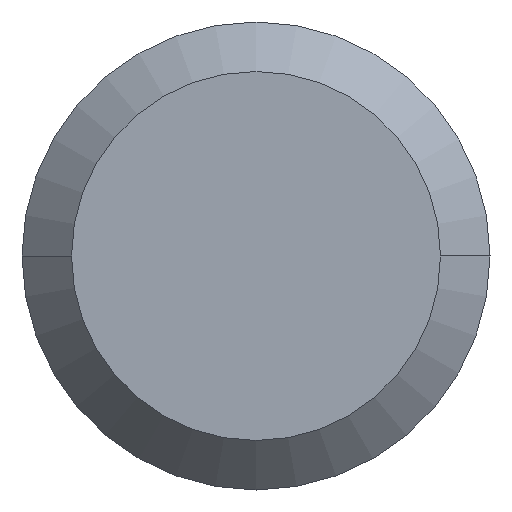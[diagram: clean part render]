
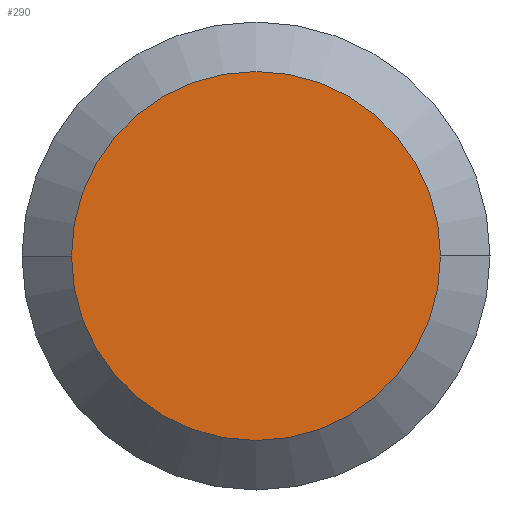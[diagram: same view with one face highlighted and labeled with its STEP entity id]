
A CAD part, left-side view. The second image highlights one B-rep face of the part: STEP entity #290.
In plain terms, the highlighted planar face has unit normal (-1, 0, 0).
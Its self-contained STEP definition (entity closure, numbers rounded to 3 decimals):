
#6 = CARTESIAN_POINT ( 'NONE',  ( 0., 0., 0. ) ) ;
#9 = CIRCLE ( 'NONE', #305, 2.365 ) ;
#21 = VERTEX_POINT ( 'NONE', #278 ) ;
#69 = DIRECTION ( 'NONE',  ( 0., 1., 0. ) ) ;
#80 = CIRCLE ( 'NONE', #379, 2.365 ) ;
#86 = AXIS2_PLACEMENT_3D ( 'NONE', #345, #100, #137 ) ;
#100 = DIRECTION ( 'NONE',  ( -1., 0., 0. ) ) ;
#119 = EDGE_LOOP ( 'NONE', ( #178, #149 ) ) ;
#122 = EDGE_CURVE ( 'NONE', #21, #404, #9, .T. ) ;
#137 = DIRECTION ( 'NONE',  ( 0., -1., 0. ) ) ;
#144 = CARTESIAN_POINT ( 'NONE',  ( 0., -2.365, 0. ) ) ;
#149 = ORIENTED_EDGE ( 'NONE', *, *, #239, .F. ) ;
#159 = PLANE ( 'NONE',  #86 ) ;
#178 = ORIENTED_EDGE ( 'NONE', *, *, #122, .F. ) ;
#228 = CARTESIAN_POINT ( 'NONE',  ( 0., 0., 0. ) ) ;
#234 = FACE_OUTER_BOUND ( 'NONE', #119, .T. ) ;
#239 = EDGE_CURVE ( 'NONE', #404, #21, #80, .T. ) ;
#278 = CARTESIAN_POINT ( 'NONE',  ( 0., 2.365, 0. ) ) ;
#289 = DIRECTION ( 'NONE',  ( 1., 0., 0. ) ) ;
#290 = ADVANCED_FACE ( 'NONE', ( #234 ), #159, .T. ) ;
#292 = DIRECTION ( 'NONE',  ( 0., 1., 0. ) ) ;
#305 = AXIS2_PLACEMENT_3D ( 'NONE', #6, #289, #292 ) ;
#345 = CARTESIAN_POINT ( 'NONE',  ( 0., 0., 0. ) ) ;
#379 = AXIS2_PLACEMENT_3D ( 'NONE', #228, #409, #69 ) ;
#404 = VERTEX_POINT ( 'NONE', #144 ) ;
#409 = DIRECTION ( 'NONE',  ( 1., 0., 0. ) ) ;
